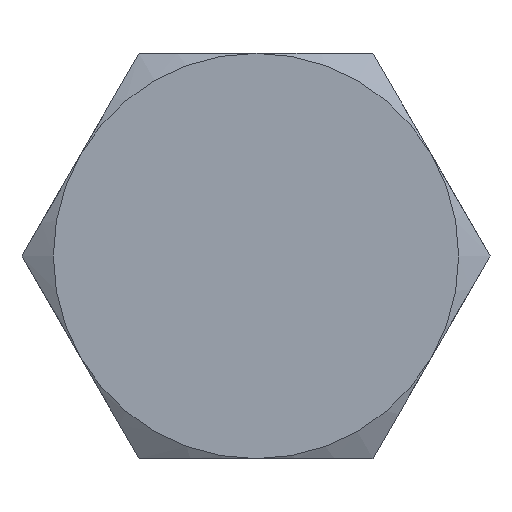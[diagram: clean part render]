
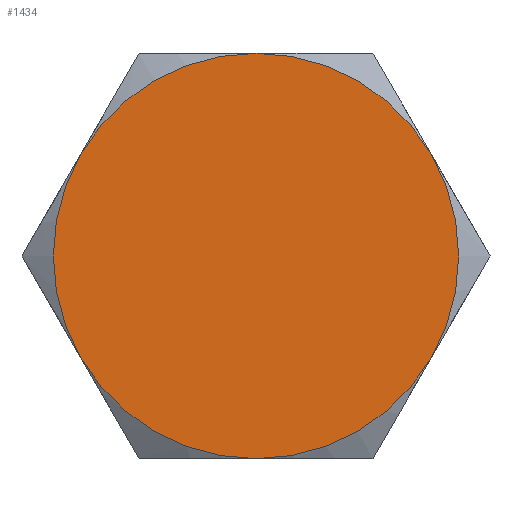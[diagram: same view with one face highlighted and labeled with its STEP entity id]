
A CAD part, left-side view. The second image highlights one B-rep face of the part: STEP entity #1434.
In plain terms, the highlighted planar face has unit normal (-1, 0, 0).
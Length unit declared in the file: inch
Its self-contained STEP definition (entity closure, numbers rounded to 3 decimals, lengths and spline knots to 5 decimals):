
#26 = FACE_OUTER_BOUND ( 'NONE', #694, .T. ) ;
#34 = ORIENTED_EDGE ( 'NONE', *, *, #1231, .F. ) ;
#42 = DIRECTION ( 'NONE',  ( 0., 0., 1. ) ) ;
#73 = VERTEX_POINT ( 'NONE', #316 ) ;
#77 = CARTESIAN_POINT ( 'NONE',  ( 0., 0., 0. ) ) ;
#101 = CIRCLE ( 'NONE', #855, 0.4375 ) ;
#172 = AXIS2_PLACEMENT_3D ( 'NONE', #917, #1343, #1026 ) ;
#219 = DIRECTION ( 'NONE',  ( 1., 0., 0. ) ) ;
#234 = ORIENTED_EDGE ( 'NONE', *, *, #963, .F. ) ;
#238 = EDGE_CURVE ( 'NONE', #73, #950, #1289, .T. ) ;
#250 = AXIS2_PLACEMENT_3D ( 'NONE', #581, #258, #1351 ) ;
#258 = DIRECTION ( 'NONE',  ( 1., 0., 0. ) ) ;
#316 = CARTESIAN_POINT ( 'NONE',  ( 0., -0.37889, -0.21875 ) ) ;
#342 = EDGE_CURVE ( 'NONE', #951, #926, #101, .T. ) ;
#397 = EDGE_CURVE ( 'NONE', #482, #73, #1102, .T. ) ;
#400 = ORIENTED_EDGE ( 'NONE', *, *, #342, .T. ) ;
#463 = DIRECTION ( 'NONE',  ( 0., 0., -1. ) ) ;
#468 = AXIS2_PLACEMENT_3D ( 'NONE', #561, #1452, #873 ) ;
#482 = VERTEX_POINT ( 'NONE', #846 ) ;
#503 = AXIS2_PLACEMENT_3D ( 'NONE', #591, #696, #463 ) ;
#518 = DIRECTION ( 'NONE',  ( 0., 0., -1. ) ) ;
#561 = CARTESIAN_POINT ( 'NONE',  ( 0., 0.50518, 0. ) ) ;
#581 = CARTESIAN_POINT ( 'NONE',  ( 0., 0., 0. ) ) ;
#591 = CARTESIAN_POINT ( 'NONE',  ( 0., 0., 0. ) ) ;
#622 = CARTESIAN_POINT ( 'NONE',  ( 0., 0., 0. ) ) ;
#630 = DIRECTION ( 'NONE',  ( 1., 0., 0. ) ) ;
#636 = EDGE_CURVE ( 'NONE', #950, #1401, #739, .T. ) ;
#694 = EDGE_LOOP ( 'NONE', ( #989, #725, #1063, #234, #400, #34 ) ) ;
#696 = DIRECTION ( 'NONE',  ( 1., 0., 0. ) ) ;
#725 = ORIENTED_EDGE ( 'NONE', *, *, #238, .F. ) ;
#739 = CIRCLE ( 'NONE', #1276, 0.4375 ) ;
#846 = CARTESIAN_POINT ( 'NONE',  ( 0., -0.37889, 0.21875 ) ) ;
#855 = AXIS2_PLACEMENT_3D ( 'NONE', #1150, #1265, #42 ) ;
#873 = DIRECTION ( 'NONE',  ( 0., 0., -1. ) ) ;
#917 = CARTESIAN_POINT ( 'NONE',  ( 0., 0., 0. ) ) ;
#924 = CARTESIAN_POINT ( 'NONE',  ( 0., 0., 0.4375 ) ) ;
#926 = VERTEX_POINT ( 'NONE', #1254 ) ;
#929 = CARTESIAN_POINT ( 'NONE',  ( 0., 0., -0.4375 ) ) ;
#933 = AXIS2_PLACEMENT_3D ( 'NONE', #622, #630, #518 ) ;
#950 = VERTEX_POINT ( 'NONE', #929 ) ;
#951 = VERTEX_POINT ( 'NONE', #924 ) ;
#963 = EDGE_CURVE ( 'NONE', #951, #482, #1311, .T. ) ;
#984 = DIRECTION ( 'NONE',  ( 0., 0., -1. ) ) ;
#989 = ORIENTED_EDGE ( 'NONE', *, *, #636, .F. ) ;
#1026 = DIRECTION ( 'NONE',  ( 0., 0., -1. ) ) ;
#1063 = ORIENTED_EDGE ( 'NONE', *, *, #397, .F. ) ;
#1102 = CIRCLE ( 'NONE', #933, 0.4375 ) ;
#1150 = CARTESIAN_POINT ( 'NONE',  ( 0., 0., 0. ) ) ;
#1226 = PLANE ( 'NONE',  #468 ) ;
#1231 = EDGE_CURVE ( 'NONE', #1401, #926, #1420, .T. ) ;
#1254 = CARTESIAN_POINT ( 'NONE',  ( 0., 0.37889, 0.21875 ) ) ;
#1265 = DIRECTION ( 'NONE',  ( -1., 0., 0. ) ) ;
#1276 = AXIS2_PLACEMENT_3D ( 'NONE', #77, #219, #984 ) ;
#1289 = CIRCLE ( 'NONE', #503, 0.4375 ) ;
#1306 = CARTESIAN_POINT ( 'NONE',  ( 0., 0.37889, -0.21875 ) ) ;
#1311 = CIRCLE ( 'NONE', #250, 0.4375 ) ;
#1343 = DIRECTION ( 'NONE',  ( 1., 0., 0. ) ) ;
#1351 = DIRECTION ( 'NONE',  ( 0., 0., -1. ) ) ;
#1401 = VERTEX_POINT ( 'NONE', #1306 ) ;
#1420 = CIRCLE ( 'NONE', #172, 0.4375 ) ;
#1434 = ADVANCED_FACE ( 'NONE', ( #26 ), #1226, .F. ) ;
#1452 = DIRECTION ( 'NONE',  ( 1., 0., 0. ) ) ;
